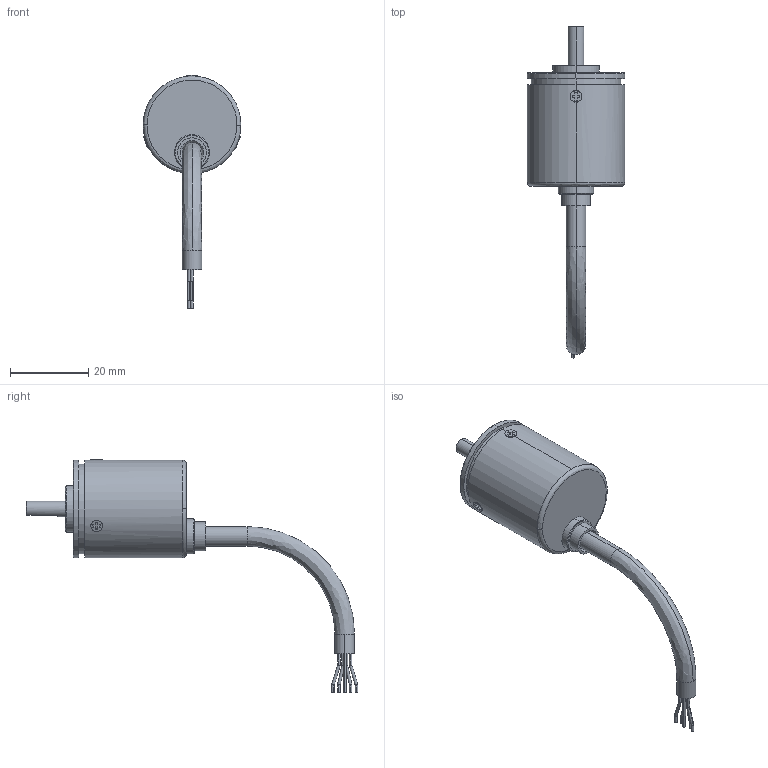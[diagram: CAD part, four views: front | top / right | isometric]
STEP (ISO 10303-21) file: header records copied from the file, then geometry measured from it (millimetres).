
FILE_DESCRIPTION (( 'STEP AP214' ), '1' );
FILE_NAME ('TRD-MX_D.STEP', '2016-06-30T14:37:50', ( '' ), ( '' ), 'SwSTEP 2.0', 'SolidWorks 2016', '' );
FILE_SCHEMA (( 'AUTOMOTIVE_DESIGN' ));
Length unit declared in the file: millimetre
Products named in the file (3): TRD-MX_SW0002_1_ASM; MANIFOLD_SOLID_BREP_5744; TRD-MX_D
Assembly tree (2 placements, depth 3):
  TRD-MX_D
    TRD-MX_SW0002_1_ASM
      MANIFOLD_SOLID_BREP_5744
Bounding box: 25 x 84.85 x 59.7 mm (x, y, z)
Volume: 15752.9 mm3; surface area: 4802.1 mm2
Topology: 1 solids, 1 shells, 161 faces, 404 edges, 261 vertices
Faces by surface type: cylinder 71, plane 62, cone 20, bspline 8
Entity records: 5533 total; most frequent: CARTESIAN_POINT 1524, ORIENTED_EDGE 806, DIRECTION 778, EDGE_CURVE 403, AXIS2_PLACEMENT_3D 288, VERTEX_POINT 262, LINE 202, VECTOR 202
